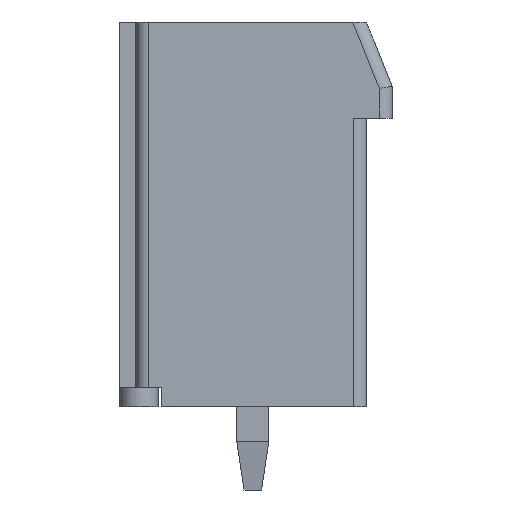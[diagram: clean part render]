
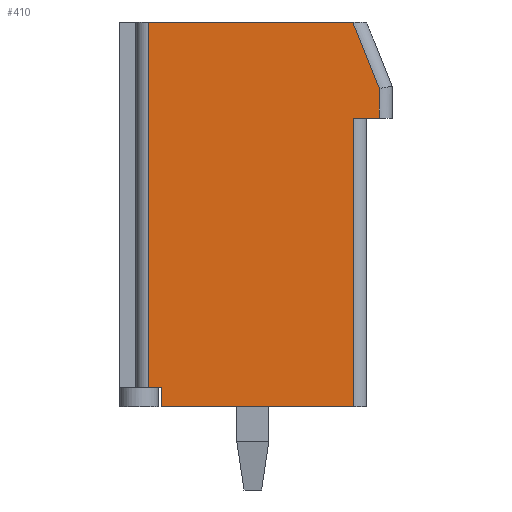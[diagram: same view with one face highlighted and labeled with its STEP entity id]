
A CAD part, left-side view. The second image highlights one B-rep face of the part: STEP entity #410.
In plain terms, the highlighted planar face has unit normal (-1, 0, 0).
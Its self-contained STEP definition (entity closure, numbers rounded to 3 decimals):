
#410 = ADVANCED_FACE( '', ( #969 ), #970, .T. );
#969 = FACE_OUTER_BOUND( '', #1719, .T. );
#970 = PLANE( '', #1720 );
#1719 = EDGE_LOOP( '', ( #2687, #2688, #2689, #2690, #2691, #2692, #2693, #2694, #2695 ) );
#1720 = AXIS2_PLACEMENT_3D( '', #2696, #2697, #2698 );
#2687 = ORIENTED_EDGE( '', *, *, #4737, .T. );
#2688 = ORIENTED_EDGE( '', *, *, #4572, .T. );
#2689 = ORIENTED_EDGE( '', *, *, #4562, .T. );
#2690 = ORIENTED_EDGE( '', *, *, #4738, .T. );
#2691 = ORIENTED_EDGE( '', *, *, #4625, .T. );
#2692 = ORIENTED_EDGE( '', *, *, #4739, .T. );
#2693 = ORIENTED_EDGE( '', *, *, #4740, .F. );
#2694 = ORIENTED_EDGE( '', *, *, #4616, .T. );
#2695 = ORIENTED_EDGE( '', *, *, #4741, .F. );
#2696 = CARTESIAN_POINT( '', ( 0., 8.5, 12. ) );
#2697 = DIRECTION( '', ( -1., 0., 0. ) );
#2698 = DIRECTION( '', ( 0., 0., 1. ) );
#4562 = EDGE_CURVE( '', #5445, #5442, #5446, .F. );
#4572 = EDGE_CURVE( '', #5461, #5445, #5462, .T. );
#4616 = EDGE_CURVE( '', #5543, #5541, #5544, .F. );
#4625 = EDGE_CURVE( '', #5559, #5557, #5560, .F. );
#4737 = EDGE_CURVE( '', #5751, #5461, #5752, .T. );
#4738 = EDGE_CURVE( '', #5442, #5559, #5753, .T. );
#4739 = EDGE_CURVE( '', #5557, #5754, #5755, .F. );
#4740 = EDGE_CURVE( '', #5543, #5754, #5756, .T. );
#4741 = EDGE_CURVE( '', #5751, #5541, #5757, .T. );
#5442 = VERTEX_POINT( '', #6722 );
#5445 = VERTEX_POINT( '', #6725 );
#5446 = LINE( '', #6726, #6727 );
#5461 = VERTEX_POINT( '', #6748 );
#5462 = LINE( '', #6749, #6750 );
#5541 = VERTEX_POINT( '', #6865 );
#5543 = VERTEX_POINT( '', #6867 );
#5544 = LINE( '', #6868, #6869 );
#5557 = VERTEX_POINT( '', #6884 );
#5559 = VERTEX_POINT( '', #6886 );
#5560 = LINE( '', #6887, #6888 );
#5751 = VERTEX_POINT( '', #7160 );
#5752 = LINE( '', #7161, #7162 );
#5753 = LINE( '', #7163, #7164 );
#5754 = VERTEX_POINT( '', #7165 );
#5755 = LINE( '', #7166, #7167 );
#5756 = LINE( '', #7168, #7169 );
#5757 = LINE( '', #7170, #7171 );
#6722 = CARTESIAN_POINT( '', ( 0., 1.2, 9. ) );
#6725 = CARTESIAN_POINT( '', ( 0., 1.2, 0. ) );
#6726 = CARTESIAN_POINT( '', ( 0., 1.2, 12. ) );
#6727 = VECTOR( '', #8465, 1000. );
#6748 = CARTESIAN_POINT( '', ( 0., 7.2, 0. ) );
#6749 = CARTESIAN_POINT( '', ( 0., 8.5, 0. ) );
#6750 = VECTOR( '', #8475, 1000. );
#6865 = CARTESIAN_POINT( '', ( 0., 7.6, 0.6 ) );
#6867 = CARTESIAN_POINT( '', ( 0., 7.6, 12. ) );
#6868 = CARTESIAN_POINT( '', ( 0., 7.6, 12. ) );
#6869 = VECTOR( '', #8518, 1000. );
#6884 = CARTESIAN_POINT( '', ( 0., 0.4, 9.923 ) );
#6886 = CARTESIAN_POINT( '', ( 0., 0.4, 9. ) );
#6887 = CARTESIAN_POINT( '', ( 0., 0.4, 12. ) );
#6888 = VECTOR( '', #8533, 1000. );
#7160 = CARTESIAN_POINT( '', ( 0., 7.2, 0.6 ) );
#7161 = CARTESIAN_POINT( '', ( 0., 7.2, 0.6 ) );
#7162 = VECTOR( '', #8648, 1000. );
#7163 = CARTESIAN_POINT( '', ( 0., 0.8, 9. ) );
#7164 = VECTOR( '', #8649, 1000. );
#7165 = CARTESIAN_POINT( '', ( 0., 1.231, 12. ) );
#7166 = CARTESIAN_POINT( '', ( 0., 2.233, 14.507 ) );
#7167 = VECTOR( '', #8650, 1000. );
#7168 = CARTESIAN_POINT( '', ( 0., 8.5, 12. ) );
#7169 = VECTOR( '', #8651, 1000. );
#7170 = CARTESIAN_POINT( '', ( 0., 7.2, 0.6 ) );
#7171 = VECTOR( '', #8652, 1000. );
#8465 = DIRECTION( '', ( 0., 0., -1. ) );
#8475 = DIRECTION( '', ( 0., -1., 0. ) );
#8518 = DIRECTION( '', ( 0., 0., 1. ) );
#8533 = DIRECTION( '', ( 0., 0., -1. ) );
#8648 = DIRECTION( '', ( 0., 0., -1. ) );
#8649 = DIRECTION( '', ( 0., -1., 0. ) );
#8650 = DIRECTION( '', ( 0., -0.371, -0.928 ) );
#8651 = DIRECTION( '', ( 0., -1., 0. ) );
#8652 = DIRECTION( '', ( 0., 1., 0. ) );
